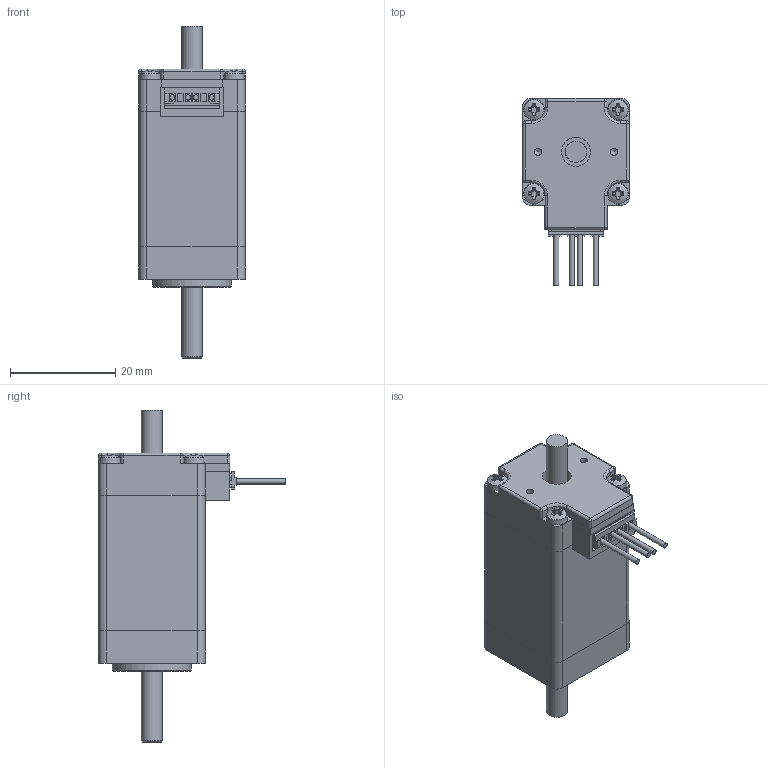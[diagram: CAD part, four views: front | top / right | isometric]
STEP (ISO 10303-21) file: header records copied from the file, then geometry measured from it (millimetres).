
FILE_DESCRIPTION(/* description */ (''),/* implementation_level */ '2;1');
FILE_NAME(/* name */ 'SCA2018M0804-B.stp',/* time_stamp */ '2018-02-13T11:25:17+01:00',/* author */ ('angelika.schneid'),/* organization */ (''),/* preprocessor_version */ 'ST-DEVELOPER v17',/* originating_system */ 'Autodesk Inventor 2018',/* authorisation */ '');
FILE_SCHEMA (('AUTOMOTIVE_DESIGN { 1 0 10303 214 3 1 1 }'));
Length unit declared in the file: millimetre
Products named in the file (1): SCA2018M0804-B_Shrinkwrap_1
Bounding box: 20.3 x 35.6 x 63.2 mm (x, y, z)
Volume: 17552.5 mm3; surface area: 8430.2 mm2
Topology: 16 solids, 16 shells, 441 faces, 1165 edges, 771 vertices
Faces by surface type: plane 270, cylinder 82, cone 68, sphere 12, torus 8, bspline 1
Full cylindrical faces by diameter (mm): 0.5 x12, 0.55 x6, 1 x4, 1.383 x2, 1.567 x4, 1.8 x4, 2 x4, 2.4 x4, 4 x1, 4.1 x2, 5.5 x1, 6 x1, 15 x1
Entity records: 14226 total; most frequent: CARTESIAN_POINT 2582, DIRECTION 2367, ORIENTED_EDGE 2302, EDGE_CURVE 1151, AXIS2_PLACEMENT_3D 855, VERTEX_POINT 771, LINE 657, VECTOR 657
